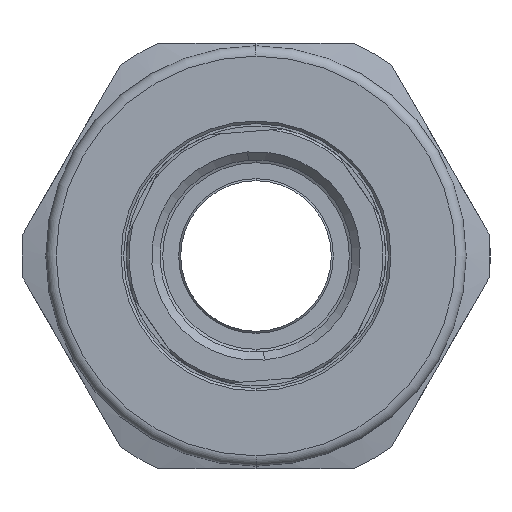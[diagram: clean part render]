
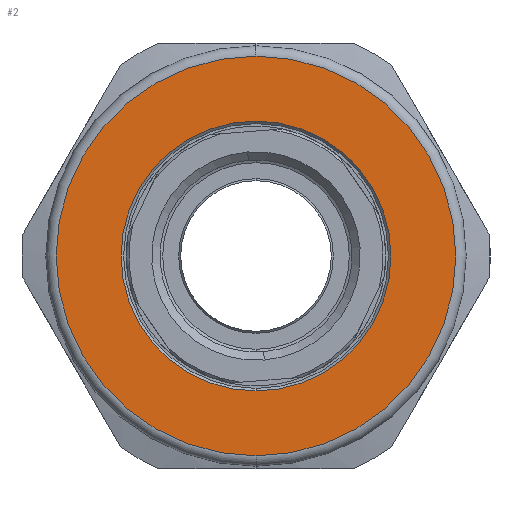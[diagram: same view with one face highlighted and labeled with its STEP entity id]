
A CAD part, left-side view. The second image highlights one B-rep face of the part: STEP entity #2.
In plain terms, the highlighted planar face has unit normal (-1, 0, 0).
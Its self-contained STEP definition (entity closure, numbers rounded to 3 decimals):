
#2 = ADVANCED_FACE ( 'NONE', ( #2018, #1626 ), #801, .T. ) ;
#73 = AXIS2_PLACEMENT_3D ( 'NONE', #1038, #1274, #2856 ) ;
#75 = ORIENTED_EDGE ( 'NONE', *, *, #1224, .F. ) ;
#263 = CARTESIAN_POINT ( 'NONE',  ( -6.13, 0., 19.25 ) ) ;
#281 = ORIENTED_EDGE ( 'NONE', *, *, #413, .T. ) ;
#372 = AXIS2_PLACEMENT_3D ( 'NONE', #1538, #2705, #659 ) ;
#389 = DIRECTION ( 'NONE',  ( 1., 0., 0. ) ) ;
#413 = EDGE_CURVE ( 'NONE', #636, #2649, #2930, .T. ) ;
#636 = VERTEX_POINT ( 'NONE', #2594 ) ;
#659 = DIRECTION ( 'NONE',  ( 0., 0., 1. ) ) ;
#801 = PLANE ( 'NONE',  #73 ) ;
#902 = EDGE_LOOP ( 'NONE', ( #2715, #75 ) ) ;
#1038 = CARTESIAN_POINT ( 'NONE',  ( -6.13, 0., 0. ) ) ;
#1068 = CIRCLE ( 'NONE', #2021, 19.25 ) ;
#1173 = EDGE_LOOP ( 'NONE', ( #1214, #281 ) ) ;
#1188 = DIRECTION ( 'NONE',  ( 0., 0., -1. ) ) ;
#1214 = ORIENTED_EDGE ( 'NONE', *, *, #1862, .T. ) ;
#1224 = EDGE_CURVE ( 'NONE', #1241, #1681, #1068, .T. ) ;
#1235 = CARTESIAN_POINT ( 'NONE',  ( -6.13, 0., 0. ) ) ;
#1241 = VERTEX_POINT ( 'NONE', #263 ) ;
#1274 = DIRECTION ( 'NONE',  ( -1., 0., 0. ) ) ;
#1463 = DIRECTION ( 'NONE',  ( 0., 0., -1. ) ) ;
#1538 = CARTESIAN_POINT ( 'NONE',  ( -6.13, 0., 0. ) ) ;
#1626 = FACE_OUTER_BOUND ( 'NONE', #902, .T. ) ;
#1681 = VERTEX_POINT ( 'NONE', #2360 ) ;
#1708 = EDGE_CURVE ( 'NONE', #1681, #1241, #1938, .T. ) ;
#1792 = CIRCLE ( 'NONE', #372, 13. ) ;
#1859 = CARTESIAN_POINT ( 'NONE',  ( -6.13, 0., 0. ) ) ;
#1862 = EDGE_CURVE ( 'NONE', #2649, #636, #1792, .T. ) ;
#1938 = CIRCLE ( 'NONE', #2722, 19.25 ) ;
#1990 = DIRECTION ( 'NONE',  ( 0., 0., 1. ) ) ;
#2018 = FACE_BOUND ( 'NONE', #1173, .T. ) ;
#2021 = AXIS2_PLACEMENT_3D ( 'NONE', #1859, #2108, #1188 ) ;
#2108 = DIRECTION ( 'NONE',  ( 1., 0., 0. ) ) ;
#2226 = CARTESIAN_POINT ( 'NONE',  ( -6.13, 0., 0. ) ) ;
#2360 = CARTESIAN_POINT ( 'NONE',  ( -6.13, 0., -19.25 ) ) ;
#2594 = CARTESIAN_POINT ( 'NONE',  ( -6.13, 0., -13. ) ) ;
#2649 = VERTEX_POINT ( 'NONE', #2849 ) ;
#2651 = AXIS2_PLACEMENT_3D ( 'NONE', #2226, #389, #1990 ) ;
#2705 = DIRECTION ( 'NONE',  ( 1., 0., 0. ) ) ;
#2715 = ORIENTED_EDGE ( 'NONE', *, *, #1708, .F. ) ;
#2722 = AXIS2_PLACEMENT_3D ( 'NONE', #1235, #2825, #1463 ) ;
#2825 = DIRECTION ( 'NONE',  ( 1., 0., 0. ) ) ;
#2849 = CARTESIAN_POINT ( 'NONE',  ( -6.13, 0., 13. ) ) ;
#2856 = DIRECTION ( 'NONE',  ( 0., 0., 1. ) ) ;
#2930 = CIRCLE ( 'NONE', #2651, 13. ) ;
